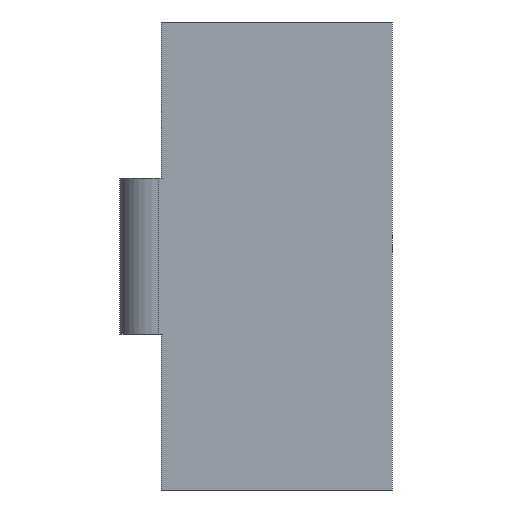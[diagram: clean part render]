
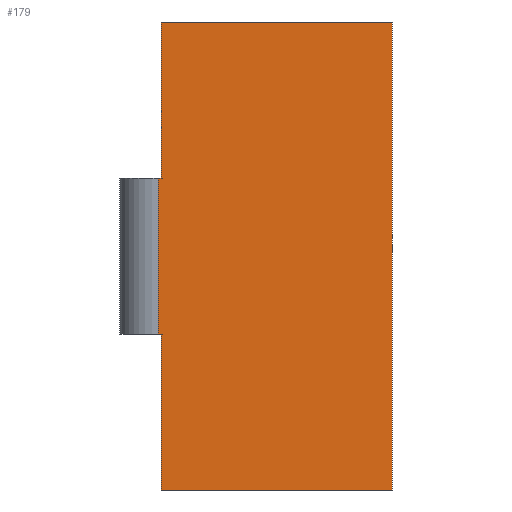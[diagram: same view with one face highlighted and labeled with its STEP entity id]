
A CAD part, front view. The second image highlights one B-rep face of the part: STEP entity #179.
In plain terms, the highlighted planar face has unit normal (0, -1, 0).
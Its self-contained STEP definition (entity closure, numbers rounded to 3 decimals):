
#22=FACE_OUTER_BOUND('',#32,.T.);
#32=EDGE_LOOP('',(#140,#141,#142,#143,#144,#145,#146,#147));
#45=LINE('',#281,#63);
#47=LINE('',#288,#65);
#54=LINE('',#303,#72);
#55=LINE('',#307,#73);
#56=LINE('',#309,#74);
#57=LINE('',#311,#75);
#58=LINE('',#313,#76);
#59=LINE('',#314,#77);
#63=VECTOR('',#228,10.);
#65=VECTOR('',#236,10.);
#72=VECTOR('',#247,10.);
#73=VECTOR('',#252,10.);
#74=VECTOR('',#253,10.);
#75=VECTOR('',#254,10.);
#76=VECTOR('',#255,10.);
#77=VECTOR('',#256,10.);
#82=VERTEX_POINT('',#278);
#83=VERTEX_POINT('',#280);
#85=VERTEX_POINT('',#286);
#91=VERTEX_POINT('',#302);
#92=VERTEX_POINT('',#306);
#93=VERTEX_POINT('',#308);
#94=VERTEX_POINT('',#310);
#95=VERTEX_POINT('',#312);
#98=EDGE_CURVE('',#83,#82,#45,.T.);
#102=EDGE_CURVE('',#82,#85,#47,.T.);
#109=EDGE_CURVE('',#91,#83,#54,.T.);
#111=EDGE_CURVE('',#92,#85,#55,.T.);
#112=EDGE_CURVE('',#93,#92,#56,.T.);
#113=EDGE_CURVE('',#94,#93,#57,.T.);
#114=EDGE_CURVE('',#94,#95,#58,.T.);
#115=EDGE_CURVE('',#95,#91,#59,.T.);
#140=ORIENTED_EDGE('',*,*,#98,.T.);
#141=ORIENTED_EDGE('',*,*,#102,.T.);
#142=ORIENTED_EDGE('',*,*,#111,.F.);
#143=ORIENTED_EDGE('',*,*,#112,.F.);
#144=ORIENTED_EDGE('',*,*,#113,.F.);
#145=ORIENTED_EDGE('',*,*,#114,.T.);
#146=ORIENTED_EDGE('',*,*,#115,.T.);
#147=ORIENTED_EDGE('',*,*,#109,.T.);
#170=PLANE('',#213);
#179=ADVANCED_FACE('',(#22),#170,.T.);
#213=AXIS2_PLACEMENT_3D('',#305,#250,#251);
#228=DIRECTION('',(1.,0.,0.));
#236=DIRECTION('',(0.,0.,-1.));
#247=DIRECTION('',(0.,0.,-1.));
#250=DIRECTION('center_axis',(0.,-1.,0.));
#251=DIRECTION('ref_axis',(-1.,0.,0.));
#252=DIRECTION('',(-1.,0.,0.));
#253=DIRECTION('',(0.,0.,-1.));
#254=DIRECTION('',(1.,0.,0.));
#255=DIRECTION('',(0.,0.,-1.));
#256=DIRECTION('',(-1.,0.,0.));
#278=CARTESIAN_POINT('',(0.189,0.,-20.));
#280=CARTESIAN_POINT('',(0.,0.,-20.));
#281=CARTESIAN_POINT('',(7.502,0.,-20.));
#286=CARTESIAN_POINT('',(0.189,0.,-30.));
#288=CARTESIAN_POINT('',(0.189,0.,-20.));
#302=CARTESIAN_POINT('',(0.,0.,-10.));
#303=CARTESIAN_POINT('',(0.,0.,0.));
#305=CARTESIAN_POINT('Origin',(15.,0.,0.));
#306=CARTESIAN_POINT('',(15.,0.,-30.));
#307=CARTESIAN_POINT('',(0.,0.,-30.));
#308=CARTESIAN_POINT('',(15.,0.,0.));
#309=CARTESIAN_POINT('',(15.,0.,0.));
#310=CARTESIAN_POINT('',(0.189,0.,0.));
#311=CARTESIAN_POINT('',(0.,0.,0.));
#312=CARTESIAN_POINT('',(0.189,0.,-10.));
#313=CARTESIAN_POINT('',(0.189,0.,0.));
#314=CARTESIAN_POINT('',(7.502,0.,-10.));
